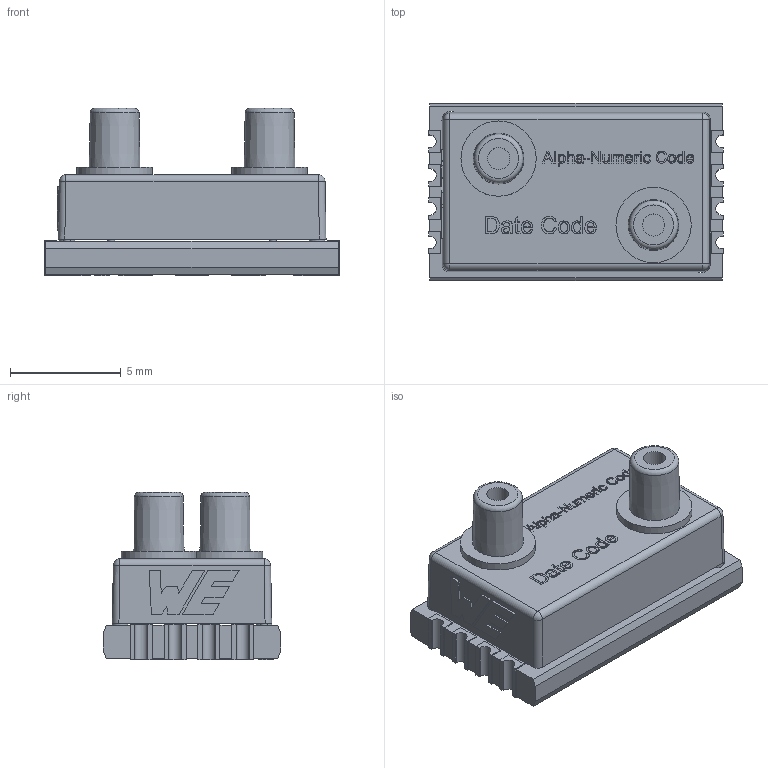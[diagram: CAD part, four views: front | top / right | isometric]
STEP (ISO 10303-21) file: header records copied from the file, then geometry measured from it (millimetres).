
FILE_DESCRIPTION(/* description */ ('Unknown'),/* implementation_level */ '2;1');
FILE_NAME(/* name */ '25131308xxxxx',/* time_stamp */ '2024-01-19T15:21:39+01:00',/* author */ ('Unknown'),/* organization */ ('Unknown'),/* preprocessor_version */ 'ST-DEVELOPER v16.7',/* originating_system */ 'Solid Edge',/* authorisation */ 'Unknown');
FILE_SCHEMA (('AUTOMOTIVE_DESIGN {1 0 10303 214 3 1 1}'));
Length unit declared in the file: millimetre
Products named in the file (5): 25131308xxxxx; HTD+WE logo_rev0.step; 8k_cover_V-strt_2.step; WE_logo.step; hpsd8000_PCBfull
Assembly tree (4 placements, depth 3):
  25131308xxxxx
    HTD+WE logo_rev0.step
      8k_cover_V-strt_2.step
      WE_logo.step
    hpsd8000_PCBfull
Bounding box: 13.31 x 8 x 7.55 mm (x, y, z)
Volume: 322.3 mm3; surface area: 828.5 mm2
Topology: 10 solids, 10 shells, 453 faces, 1123 edges, 738 vertices
Faces by surface type: plane 336, bspline 56, cylinder 45, sphere 12, cone 2, torus 2
Full cylindrical faces by diameter (mm): 0.3 x4, 0.7 x3, 0.8 x2, 1 x2, 3.4 x2
Entity records: 18320 total; most frequent: CARTESIAN_POINT 5529, ORIENTED_EDGE 2154, DIRECTION 1635, EDGE_CURVE 1077, VERTEX_POINT 720, LINE 655, VECTOR 655, EDGE_LOOP 533
